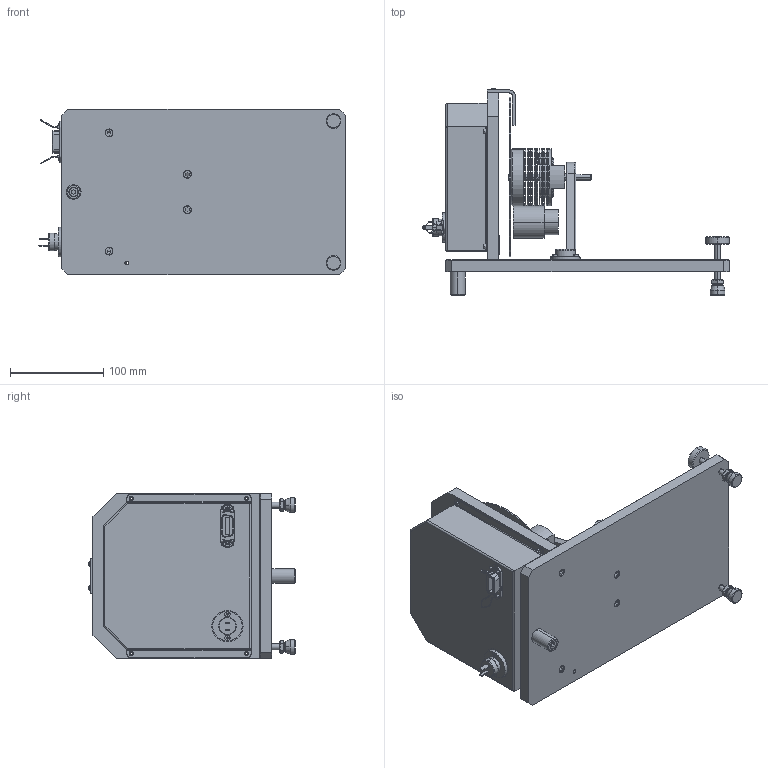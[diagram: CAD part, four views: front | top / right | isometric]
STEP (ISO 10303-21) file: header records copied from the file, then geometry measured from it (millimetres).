
FILE_DESCRIPTION (( 'STEP AP214' ), '1' );
FILE_NAME ('HD-400-1_A_EF.STEP', '2013-10-02T21:01:17', ( 'Jeff' ), ( '' ), 'SwSTEP 2.0', 'SolidWorks 2013', '' );
FILE_SCHEMA (( 'AUTOMOTIVE_DESIGN' ));
Length unit declared in the file: inch
Products named in the file (1): HD-400-1_A_EF
Bounding box: 329.74 x 222.16 x 177.8 mm (x, y, z)
Surface area: 354704.9 mm2 (no closed solid volume)
Topology: 0 solids, 157 shells, 820 faces, 5473 edges, 4754 vertices
Faces by surface type: plane 475, cylinder 208, cone 63, torus 40, bspline 30, sphere 4
Entity records: 76674 total; most frequent: CARTESIAN_POINT 26895, DIRECTION 7244, ORIENTED_EDGE 6778, EDGE_CURVE 5463, VERTEX_POINT 4748, VECTOR 3328, LINE 3328, AXIS2_PLACEMENT_3D 1958
